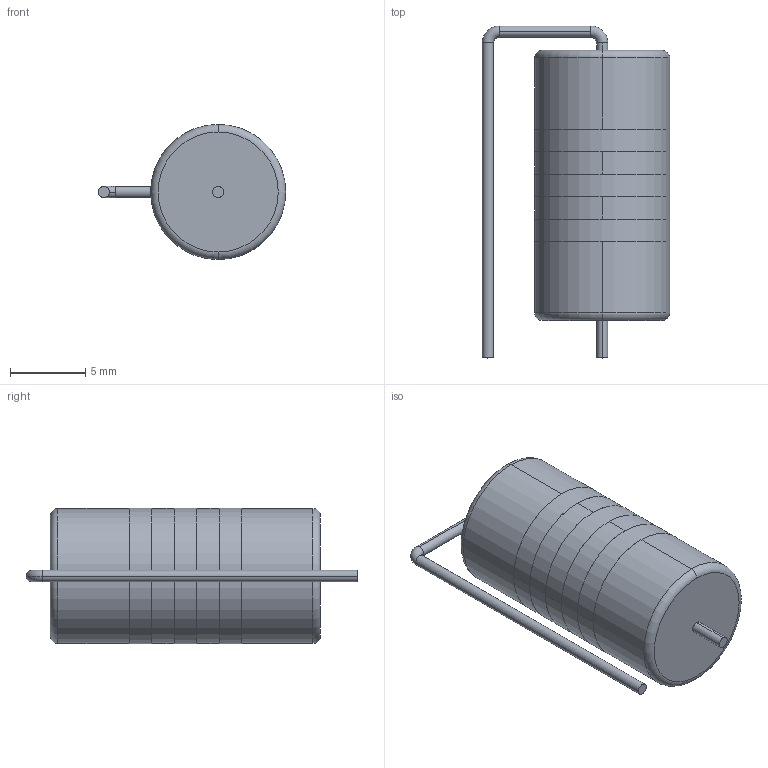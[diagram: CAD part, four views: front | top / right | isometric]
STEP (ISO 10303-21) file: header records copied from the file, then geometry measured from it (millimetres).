
FILE_DESCRIPTION (( 'STEP AP203' ), '1' );
FILE_NAME ('R_L18.0_D9.0_P7.62_DIN0918_Vertical.STEP', '2024-02-29T19:04:50', ( '' ), ( '' ), 'SwSTEP 2.0', 'SolidWorks 2018', '' );
FILE_SCHEMA (( 'CONFIG_CONTROL_DESIGN' ));
Length unit declared in the file: millimetre
Products named in the file (1): R_L18.0_D9.0_P7.62_DIN0918_Vertical
Bounding box: 12.5 x 22.12 x 9.01 mm (x, y, z)
Volume: 1157.1 mm3; surface area: 701.3 mm2
Topology: 1 solids, 1 shells, 40 faces, 84 edges, 54 vertices
Faces by surface type: cylinder 22, plane 10, torus 8
Entity records: 1179 total; most frequent: DIRECTION 228, CARTESIAN_POINT 179, ORIENTED_EDGE 168, AXIS2_PLACEMENT_3D 103, EDGE_CURVE 84, CIRCLE 62, VERTEX_POINT 54, EDGE_LOOP 48
